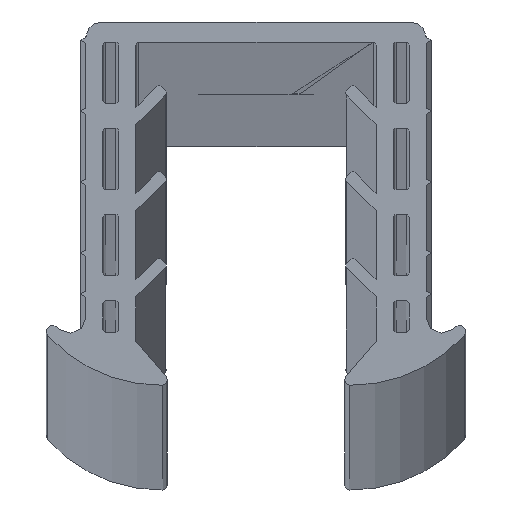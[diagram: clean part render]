
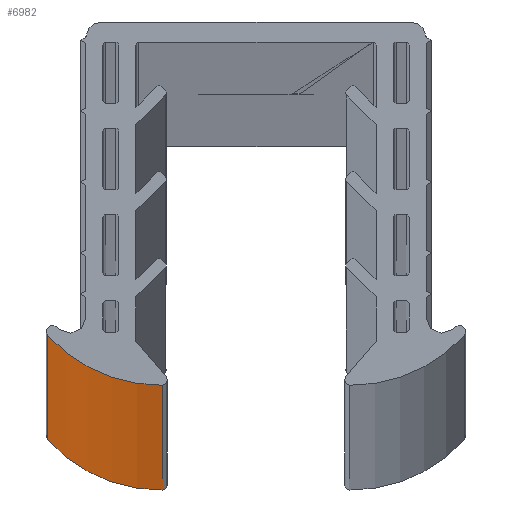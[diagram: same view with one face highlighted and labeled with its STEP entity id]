
A CAD part, top view. The second image highlights one B-rep face of the part: STEP entity #6982.
In plain terms, the highlighted cylindrical face has radius 15.3 mm (diameter 30.6 mm), a partial arc.
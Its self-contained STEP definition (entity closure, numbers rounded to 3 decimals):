
#39 = DIRECTION ( 'NONE',  ( 0., 0., -1. ) ) ;
#464 = AXIS2_PLACEMENT_3D ( 'NONE', #15504, #10783, #5796 ) ;
#1253 = DIRECTION ( 'NONE',  ( 1., 0., 0. ) ) ;
#1828 = VECTOR ( 'NONE', #9826, 1000. ) ;
#1969 = CARTESIAN_POINT ( 'NONE',  ( -20.839, -31.311, 3000. ) ) ;
#2453 = ORIENTED_EDGE ( 'NONE', *, *, #18894, .F. ) ;
#3105 = LINE ( 'NONE', #4639, #20536 ) ;
#3578 = CIRCLE ( 'NONE', #464, 15.3 ) ;
#3865 = CARTESIAN_POINT ( 'NONE',  ( -9.344, -36.309, 3000. ) ) ;
#4474 = VERTEX_POINT ( 'NONE', #16648 ) ;
#4639 = CARTESIAN_POINT ( 'NONE',  ( -9.344, -36.309, 3000. ) ) ;
#4650 = CYLINDRICAL_SURFACE ( 'NONE', #19794, 15.3 ) ;
#5117 = VERTEX_POINT ( 'NONE', #9111 ) ;
#5796 = DIRECTION ( 'NONE',  ( 1., 0., 0. ) ) ;
#5929 = VERTEX_POINT ( 'NONE', #3865 ) ;
#6038 = DIRECTION ( 'NONE',  ( 0., 0., 1. ) ) ;
#6262 = DIRECTION ( 'NONE',  ( -1., 0., 0. ) ) ;
#6982 = ADVANCED_FACE ( 'NONE', ( #20820 ), #4650, .T. ) ;
#7973 = CARTESIAN_POINT ( 'NONE',  ( -20.839, -31.311, 3000. ) ) ;
#8896 = LINE ( 'NONE', #7973, #1828 ) ;
#9077 = ORIENTED_EDGE ( 'NONE', *, *, #11491, .T. ) ;
#9111 = CARTESIAN_POINT ( 'NONE',  ( -9.344, -36.309, -3000. ) ) ;
#9775 = EDGE_CURVE ( 'NONE', #17388, #4474, #8896, .T. ) ;
#9826 = DIRECTION ( 'NONE',  ( 0., 0., -1. ) ) ;
#10234 = CIRCLE ( 'NONE', #18530, 15.3 ) ;
#10346 = ORIENTED_EDGE ( 'NONE', *, *, #17109, .F. ) ;
#10783 = DIRECTION ( 'NONE',  ( 0., 0., 1. ) ) ;
#11491 = EDGE_CURVE ( 'NONE', #4474, #5117, #3578, .T. ) ;
#14943 = EDGE_LOOP ( 'NONE', ( #9077, #2453, #10346, #15326 ) ) ;
#15326 = ORIENTED_EDGE ( 'NONE', *, *, #9775, .T. ) ;
#15504 = CARTESIAN_POINT ( 'NONE',  ( -9.525, -21.01, -3000. ) ) ;
#16648 = CARTESIAN_POINT ( 'NONE',  ( -20.839, -31.311, -3000. ) ) ;
#17109 = EDGE_CURVE ( 'NONE', #17388, #5929, #10234, .T. ) ;
#17388 = VERTEX_POINT ( 'NONE', #1969 ) ;
#17812 = CARTESIAN_POINT ( 'NONE',  ( -9.525, -21.01, 3000. ) ) ;
#18530 = AXIS2_PLACEMENT_3D ( 'NONE', #18924, #6038, #1253 ) ;
#18894 = EDGE_CURVE ( 'NONE', #5929, #5117, #3105, .T. ) ;
#18924 = CARTESIAN_POINT ( 'NONE',  ( -9.525, -21.01, 3000. ) ) ;
#19794 = AXIS2_PLACEMENT_3D ( 'NONE', #17812, #39, #6262 ) ;
#20536 = VECTOR ( 'NONE', #20807, 1000. ) ;
#20807 = DIRECTION ( 'NONE',  ( 0., 0., -1. ) ) ;
#20820 = FACE_OUTER_BOUND ( 'NONE', #14943, .T. ) ;
